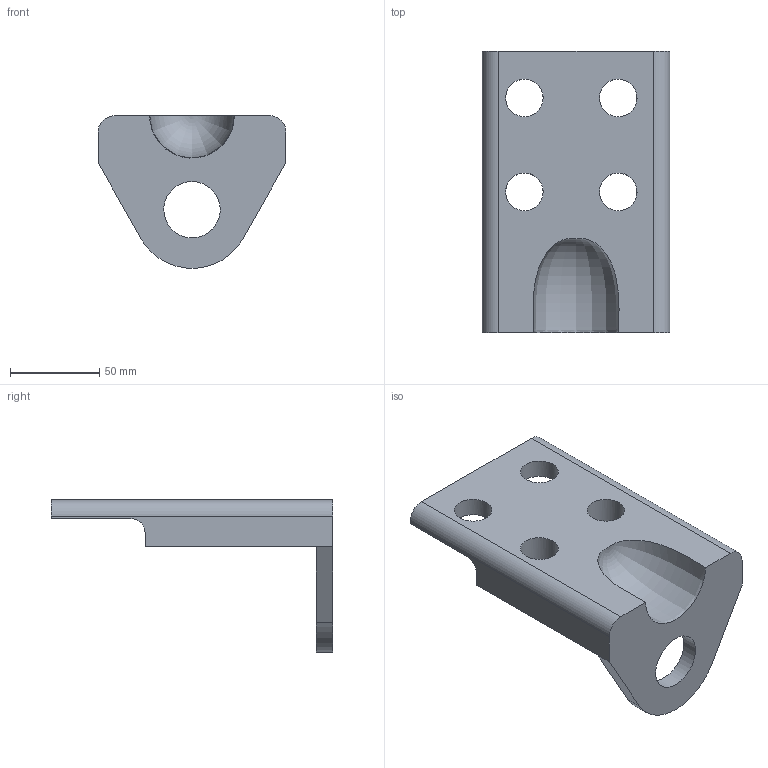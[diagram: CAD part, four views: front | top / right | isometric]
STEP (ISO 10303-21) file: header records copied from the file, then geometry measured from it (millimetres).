
FILE_DESCRIPTION(('FreeCAD Model'),'2;1');
FILE_NAME('Open CASCADE Shape Model','2025-05-02T10:03:02',('FreeCAD'),( 'FreeCAD'),'Open CASCADE STEP processor 7.6','FreeCAD','Unknown');
FILE_SCHEMA(('AUTOMOTIVE_DESIGN { 1 0 10303 214 1 1 1 1 }'));
Length unit declared in the file: millimetre
Products named in the file (1): Open CASCADE STEP translator 7.6 1
Bounding box: 105.2 x 157.8 x 85.39 mm (x, y, z)
Volume: 311680 mm3; surface area: 54698.9 mm2
Topology: 1 solids, 1 shells, 21 faces, 57 edges, 37 vertices
Faces by surface type: bspline 21
Entity records: 1149 total; most frequent: CARTESIAN_POINT 796, ORIENTED_EDGE 112, EDGE_CURVE 56, VERTEX_POINT 37, B_SPLINE_CURVE_WITH_KNOTS 37, FACE_BOUND 31, EDGE_LOOP 31, ADVANCED_FACE 21
